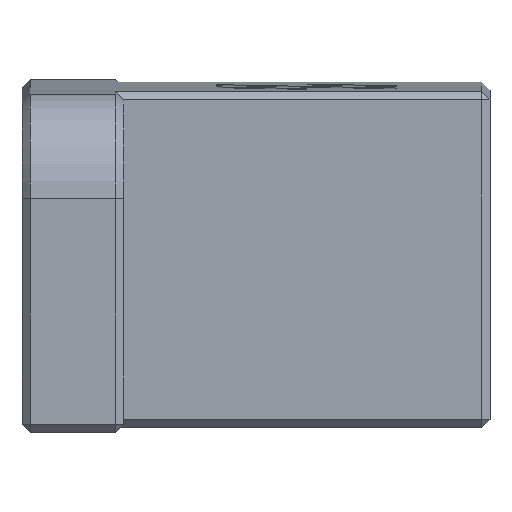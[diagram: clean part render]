
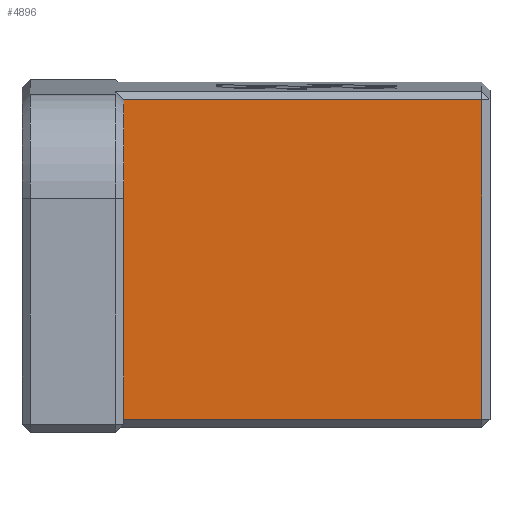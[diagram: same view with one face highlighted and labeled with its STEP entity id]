
A CAD part, front view. The second image highlights one B-rep face of the part: STEP entity #4896.
In plain terms, the highlighted face is planar.
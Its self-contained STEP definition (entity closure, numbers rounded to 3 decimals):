
#279=PLANE('',#5230);
#480=FACE_OUTER_BOUND('',#783,.T.);
#783=EDGE_LOOP('',(#3624,#3625,#3626,#3627));
#1115=LINE('',#6998,#1668);
#1130=LINE('',#7026,#1683);
#1132=LINE('',#7031,#1685);
#1158=LINE('',#7087,#1711);
#1668=VECTOR('',#5695,10.);
#1683=VECTOR('',#5722,10.);
#1685=VECTOR('',#5728,10.);
#1711=VECTOR('',#5792,10.);
#2234=VERTEX_POINT('',#6991);
#2236=VERTEX_POINT('',#6997);
#2242=VERTEX_POINT('',#7020);
#2244=VERTEX_POINT('',#7030);
#2711=EDGE_CURVE('',#2234,#2236,#1115,.T.);
#2726=EDGE_CURVE('',#2242,#2234,#1130,.T.);
#2728=EDGE_CURVE('',#2244,#2242,#1132,.T.);
#2758=EDGE_CURVE('',#2244,#2236,#1158,.T.);
#3624=ORIENTED_EDGE('',*,*,#2728,.F.);
#3625=ORIENTED_EDGE('',*,*,#2758,.T.);
#3626=ORIENTED_EDGE('',*,*,#2711,.F.);
#3627=ORIENTED_EDGE('',*,*,#2726,.F.);
#4896=ADVANCED_FACE('',(#480),#279,.T.);
#5230=AXIS2_PLACEMENT_3D('',#7123,#5823,#5824);
#5695=DIRECTION('',(-1.,0.,0.));
#5722=DIRECTION('',(0.,0.,-1.));
#5728=DIRECTION('',(1.,0.,0.));
#5792=DIRECTION('',(0.,0.,-1.));
#5823=DIRECTION('center_axis',(0.,-1.,0.));
#5824=DIRECTION('ref_axis',(0.,0.,-1.));
#6991=CARTESIAN_POINT('',(22.6,60.5,0.4));
#6997=CARTESIAN_POINT('',(5.,60.5,0.4));
#6998=CARTESIAN_POINT('',(5.55,60.5,0.4));
#7020=CARTESIAN_POINT('',(22.6,60.5,16.1));
#7026=CARTESIAN_POINT('',(22.6,60.5,4.125));
#7030=CARTESIAN_POINT('',(5.,60.5,16.1));
#7031=CARTESIAN_POINT('',(5.55,60.5,16.1));
#7087=CARTESIAN_POINT('',(5.,60.5,8.25));
#7123=CARTESIAN_POINT('Origin',(11.1,60.5,8.25));
